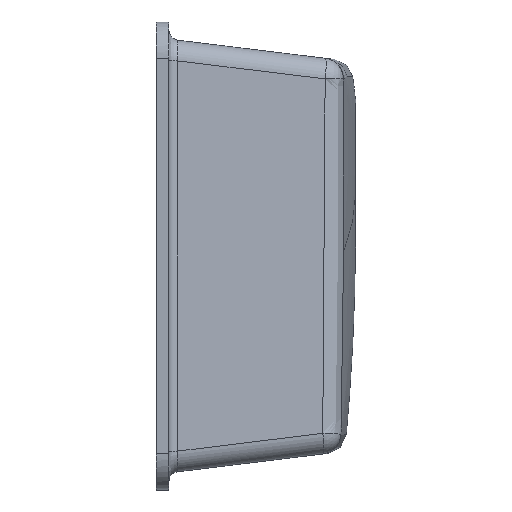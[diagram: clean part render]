
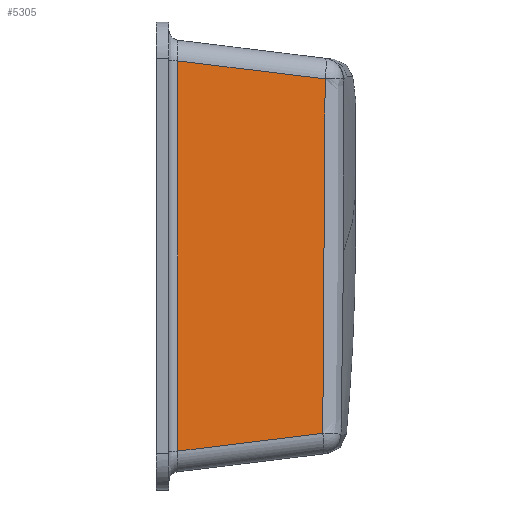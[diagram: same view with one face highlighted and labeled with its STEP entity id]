
A CAD part, left-side view. The second image highlights one B-rep face of the part: STEP entity #5305.
In plain terms, the highlighted planar face has unit normal (-0.993, -0.122, 0).
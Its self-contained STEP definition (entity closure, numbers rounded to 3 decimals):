
#160 = FACE_OUTER_BOUND ( 'NONE', #1200, .T. ) ;
#177 = CARTESIAN_POINT ( 'NONE',  ( -339.668, -150.515, 156.12 ) ) ;
#234 = CARTESIAN_POINT ( 'NONE',  ( -339.632, -150.809, 113.501 ) ) ;
#262 = CARTESIAN_POINT ( 'NONE',  ( -339.926, -148.415, -158.179 ) ) ;
#284 = VECTOR ( 'NONE', #6544, 1000. ) ;
#289 = CARTESIAN_POINT ( 'NONE',  ( -339.722, -150.071, -56.973 ) ) ;
#373 = CARTESIAN_POINT ( 'NONE',  ( -339.962, -148.119, -170.607 ) ) ;
#411 = ORIENTED_EDGE ( 'NONE', *, *, #2227, .T. ) ;
#855 = CARTESIAN_POINT ( 'NONE',  ( -352.332, -47.371, -182.977 ) ) ;
#1200 = EDGE_LOOP ( 'NONE', ( #5830, #7172, #411, #1714 ) ) ;
#1414 = LINE ( 'NONE', #855, #6652 ) ;
#1438 = CARTESIAN_POINT ( 'NONE',  ( -339.953, -148.192, -168.832 ) ) ;
#1466 = CARTESIAN_POINT ( 'NONE',  ( -339.673, -150.475, 160.559 ) ) ;
#1632 = EDGE_CURVE ( 'NONE', #5727, #7440, #6950, .T. ) ;
#1657 = B_SPLINE_CURVE_WITH_KNOTS ( 'NONE', 3,
 ( #6977, #1438, #1999, #3260, #6898, #5022, #262, #6242, #6269, #2613, #7526, #5718, #4496, #7480, #289, #3923, #3812, #5665, #7578, #234, #2587, #3869, #5107, #177, #1466, #5129, #3229, #2668, #6951, #4460, #5637 ),
 .UNSPECIFIED., .F., .F.,
 ( 4, 2, 2, 2, 2, 1, 2, 2, 2, 2, 2, 2, 2, 2, 2, 4 ),
 ( 0., 0.005, 0.011, 0.013, 0.016, 0.021, 0.043, 0.085, 0.17, 0.256, 0.298, 0.32, 0.33, 0.333, 0.336, 0.341 ),
 .UNSPECIFIED. ) ;
#1668 = CARTESIAN_POINT ( 'NONE',  ( -357.61, -4.391, -200.558 ) ) ;
#1714 = ORIENTED_EDGE ( 'NONE', *, *, #6641, .T. ) ;
#1887 = LINE ( 'NONE', #7112, #284 ) ;
#1999 = CARTESIAN_POINT ( 'NONE',  ( -339.946, -148.248, -167.057 ) ) ;
#2215 = PLANE ( 'NONE',  #5344 ) ;
#2227 = EDGE_CURVE ( 'NONE', #7440, #5366, #1414, .T. ) ;
#2436 = CARTESIAN_POINT ( 'NONE',  ( -357.071, -8.781, -187.715 ) ) ;
#2587 = CARTESIAN_POINT ( 'NONE',  ( -339.647, -150.682, 134.81 ) ) ;
#2613 = CARTESIAN_POINT ( 'NONE',  ( -339.914, -148.512, -152.853 ) ) ;
#2668 = CARTESIAN_POINT ( 'NONE',  ( -339.677, -150.441, 164.11 ) ) ;
#2879 = DIRECTION ( 'NONE',  ( 0.122, -0.993, 0. ) ) ;
#2949 = VERTEX_POINT ( 'NONE', #3988 ) ;
#3229 = CARTESIAN_POINT ( 'NONE',  ( -339.676, -150.45, 163.223 ) ) ;
#3245 = DIRECTION ( 'NONE',  ( 0.121, -0.985, 0.121 ) ) ;
#3260 = CARTESIAN_POINT ( 'NONE',  ( -339.935, -148.335, -163.506 ) ) ;
#3812 = CARTESIAN_POINT ( 'NONE',  ( -339.629, -150.827, 28.262 ) ) ;
#3869 = CARTESIAN_POINT ( 'NONE',  ( -339.653, -150.632, 141.913 ) ) ;
#3923 = CARTESIAN_POINT ( 'NONE',  ( -339.682, -150.401, -28.562 ) ) ;
#3985 = CARTESIAN_POINT ( 'NONE',  ( -357.071, -8.781, -188.793 ) ) ;
#3988 = CARTESIAN_POINT ( 'NONE',  ( -339.681, -150.406, 170.326 ) ) ;
#4460 = CARTESIAN_POINT ( 'NONE',  ( -339.679, -150.422, 168.55 ) ) ;
#4496 = CARTESIAN_POINT ( 'NONE',  ( -339.827, -149.215, -113.792 ) ) ;
#5022 = CARTESIAN_POINT ( 'NONE',  ( -339.927, -148.403, -159.067 ) ) ;
#5107 = CARTESIAN_POINT ( 'NONE',  ( -339.664, -150.546, 152.568 ) ) ;
#5129 = CARTESIAN_POINT ( 'NONE',  ( -339.674, -150.466, 161.447 ) ) ;
#5305 = ADVANCED_FACE ( 'NONE', ( #160 ), #2215, .T. ) ;
#5322 = DIRECTION ( 'NONE',  ( -0.993, -0.122, 0. ) ) ;
#5344 = AXIS2_PLACEMENT_3D ( 'NONE', #1668, #5322, #2879 ) ;
#5366 = VERTEX_POINT ( 'NONE', #373 ) ;
#5563 = EDGE_CURVE ( 'NONE', #2949, #5727, #1887, .T. ) ;
#5637 = CARTESIAN_POINT ( 'NONE',  ( -339.681, -150.406, 170.326 ) ) ;
#5665 = CARTESIAN_POINT ( 'NONE',  ( -339.618, -150.923, 56.676 ) ) ;
#5718 = CARTESIAN_POINT ( 'NONE',  ( -339.873, -148.841, -135.098 ) ) ;
#5727 = VERTEX_POINT ( 'NONE', #7209 ) ;
#5830 = ORIENTED_EDGE ( 'NONE', *, *, #5563, .T. ) ;
#6242 = CARTESIAN_POINT ( 'NONE',  ( -339.922, -148.444, -156.404 ) ) ;
#6267 = VECTOR ( 'NONE', #6924, 1000. ) ;
#6269 = CARTESIAN_POINT ( 'NONE',  ( -339.92, -148.462, -155.516 ) ) ;
#6544 = DIRECTION ( 'NONE',  ( -0.121, 0.985, 0.121 ) ) ;
#6641 = EDGE_CURVE ( 'NONE', #5366, #2949, #1657, .T. ) ;
#6652 = VECTOR ( 'NONE', #3245, 1000. ) ;
#6898 = CARTESIAN_POINT ( 'NONE',  ( -339.932, -148.365, -161.73 ) ) ;
#6924 = DIRECTION ( 'NONE',  ( 0., 0., -1. ) ) ;
#6950 = LINE ( 'NONE', #3985, #6267 ) ;
#6951 = CARTESIAN_POINT ( 'NONE',  ( -339.679, -150.424, 166.774 ) ) ;
#6977 = CARTESIAN_POINT ( 'NONE',  ( -339.962, -148.119, -170.607 ) ) ;
#7112 = CARTESIAN_POINT ( 'NONE',  ( -358.439, 2.366, 189.084 ) ) ;
#7172 = ORIENTED_EDGE ( 'NONE', *, *, #1632, .T. ) ;
#7209 = CARTESIAN_POINT ( 'NONE',  ( -357.071, -8.781, 187.715 ) ) ;
#7440 = VERTEX_POINT ( 'NONE', #2436 ) ;
#7480 = CARTESIAN_POINT ( 'NONE',  ( -339.799, -149.446, -99.587 ) ) ;
#7526 = CARTESIAN_POINT ( 'NONE',  ( -339.893, -148.68, -143.975 ) ) ;
#7578 = CARTESIAN_POINT ( 'NONE',  ( -339.625, -150.863, 99.295 ) ) ;
